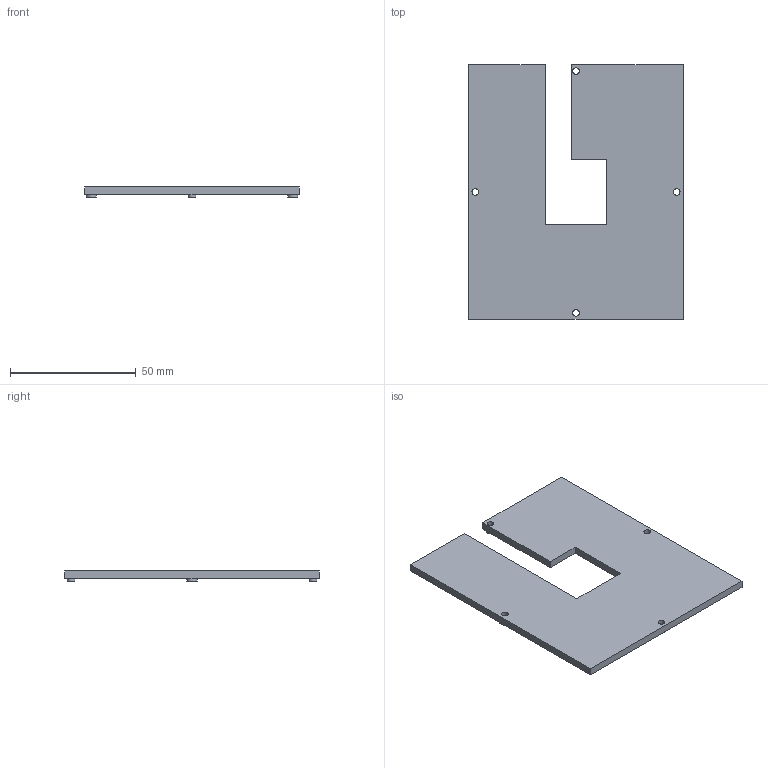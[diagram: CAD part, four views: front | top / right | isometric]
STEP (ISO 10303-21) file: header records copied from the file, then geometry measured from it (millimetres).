
FILE_DESCRIPTION(/* description */ ('STEP AP242','CAx-IF Rec.Pracs.---Representation and Presentation of Product Manufacturing Information (PMI)---4.0---2014-10-13','CAx-IF Rec.Pracs.---3D Tessellated Geometry---0.4---2014-09-14','2;1'),/* implementation_level */ '2;1');
FILE_NAME(/* name */ '68e42c1313c4359ea044b638',/* time_stamp */ '2025-10-06T20:52:35Z',/* author */ (''),/* organization */ (''),/* preprocessor_version */ 'ST-DEVELOPER v20',/* originating_system */ 'ONSHAPE BY PTC INC, 1.204',/* authorisation */ ' ');
FILE_SCHEMA (('AP242_MANAGED_MODEL_BASED_3D_ENGINEERING_MIM_LF { 1 0 10303 442 1 1 4 }'));
Length unit declared in the file: millimetre
Products named in the file (1): Part 1
Bounding box: 85.2 x 101.2 x 4 mm (x, y, z)
Volume: 22754.5 mm3; surface area: 16914.8 mm2
Topology: 1 solids, 1 shells, 24 faces, 58 edges, 40 vertices
Faces by surface type: plane 16, cylinder 8
Full cylindrical faces by diameter (mm): 2.6 x4, 3 x2, 4 x2
Entity records: 672 total; most frequent: DIRECTION 112, CARTESIAN_POINT 107, ORIENTED_EDGE 92, EDGE_CURVE 46, EDGE_LOOP 44, FACE_BOUND 44, AXIS2_PLACEMENT_3D 41, VERTEX_POINT 36
